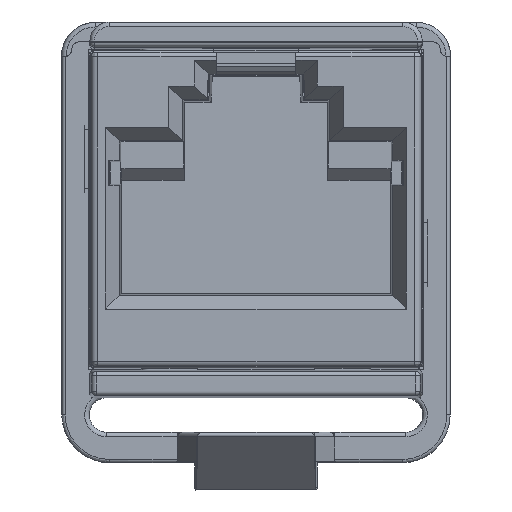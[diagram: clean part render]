
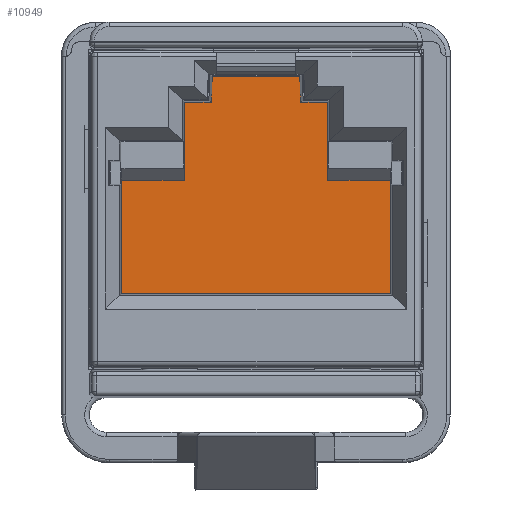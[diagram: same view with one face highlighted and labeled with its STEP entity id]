
A CAD part, top view. The second image highlights one B-rep face of the part: STEP entity #10949.
In plain terms, the highlighted planar face has unit normal (0, 0, 1).
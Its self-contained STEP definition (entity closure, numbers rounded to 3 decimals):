
#466 = DIRECTION ( 'NONE',  ( 0., 1., 0. ) ) ;
#589 = CARTESIAN_POINT ( 'NONE',  ( 1.964, 4.172, 13.45 ) ) ;
#862 = CARTESIAN_POINT ( 'NONE',  ( 3.15, 4.172, 13.45 ) ) ;
#903 = EDGE_CURVE ( 'NONE', #15433, #24851, #21691, .T. ) ;
#1085 = DIRECTION ( 'NONE',  ( 0., -1., 0. ) ) ;
#1115 = CARTESIAN_POINT ( 'NONE',  ( 1.924, 5.341, 13.45 ) ) ;
#1425 = CARTESIAN_POINT ( 'NONE',  ( -1.964, 4.172, 13.45 ) ) ;
#1432 = EDGE_CURVE ( 'NONE', #20905, #24851, #25190, .T. ) ;
#1822 = DIRECTION ( 'NONE',  ( -1., 0., 0. ) ) ;
#1900 = PLANE ( 'NONE',  #20593 ) ;
#2216 = EDGE_CURVE ( 'NONE', #23437, #3098, #25501, .T. ) ;
#2296 = LINE ( 'NONE', #9426, #20169 ) ;
#2505 = EDGE_CURVE ( 'NONE', #5456, #21652, #20021, .T. ) ;
#2813 = VECTOR ( 'NONE', #1085, 1000. ) ;
#3098 = VERTEX_POINT ( 'NONE', #21159 ) ;
#3882 = CARTESIAN_POINT ( 'NONE',  ( -1.925, 5.3, 13.45 ) ) ;
#3922 = ORIENTED_EDGE ( 'NONE', *, *, #1432, .T. ) ;
#3983 = CARTESIAN_POINT ( 'NONE',  ( 7.25, 4.172, 13.45 ) ) ;
#4296 = LINE ( 'NONE', #9117, #14735 ) ;
#5093 = CARTESIAN_POINT ( 'NONE',  ( -3.15, 0.75, 13.45 ) ) ;
#5228 = VERTEX_POINT ( 'NONE', #862 ) ;
#5256 = LINE ( 'NONE', #23973, #17075 ) ;
#5456 = VERTEX_POINT ( 'NONE', #23598 ) ;
#5549 = DIRECTION ( 'NONE',  ( 0., 1., 0. ) ) ;
#5806 = ORIENTED_EDGE ( 'NONE', *, *, #18924, .T. ) ;
#6192 = ORIENTED_EDGE ( 'NONE', *, *, #2505, .F. ) ;
#6230 = ORIENTED_EDGE ( 'NONE', *, *, #903, .F. ) ;
#6492 = ORIENTED_EDGE ( 'NONE', *, *, #20043, .T. ) ;
#6494 = DIRECTION ( 'NONE',  ( -1., 0., 0. ) ) ;
#7662 = VECTOR ( 'NONE', #23518, 1000. ) ;
#8499 = EDGE_CURVE ( 'NONE', #5456, #24223, #26308, .T. ) ;
#9102 = EDGE_CURVE ( 'NONE', #16453, #27684, #5256, .T. ) ;
#9117 = CARTESIAN_POINT ( 'NONE',  ( 7.25, 4.172, 13.45 ) ) ;
#9426 = CARTESIAN_POINT ( 'NONE',  ( 0., -4.25, 13.45 ) ) ;
#9429 = ORIENTED_EDGE ( 'NONE', *, *, #19342, .F. ) ;
#9681 = VECTOR ( 'NONE', #24485, 1000. ) ;
#10340 = VECTOR ( 'NONE', #466, 1000. ) ;
#10389 = LINE ( 'NONE', #25083, #2813 ) ;
#10949 = ADVANCED_FACE ( 'NONE', ( #18463 ), #1900, .T. ) ;
#11342 = CARTESIAN_POINT ( 'NONE',  ( 7.25, 6.35, 13.45 ) ) ;
#12362 = ORIENTED_EDGE ( 'NONE', *, *, #9102, .F. ) ;
#12699 = CARTESIAN_POINT ( 'NONE',  ( 5.912, 0.75, 13.45 ) ) ;
#13307 = DIRECTION ( 'NONE',  ( -1., 0., 0. ) ) ;
#13504 = LINE ( 'NONE', #18277, #17605 ) ;
#13797 = CARTESIAN_POINT ( 'NONE',  ( 3.15, 0.525, 13.45 ) ) ;
#14256 = DIRECTION ( 'NONE',  ( -1., 0., 0. ) ) ;
#14277 = CARTESIAN_POINT ( 'NONE',  ( 7.25, 5.3, 13.45 ) ) ;
#14313 = CARTESIAN_POINT ( 'NONE',  ( -3.15, 0.525, 13.45 ) ) ;
#14708 = ORIENTED_EDGE ( 'NONE', *, *, #20182, .F. ) ;
#14735 = VECTOR ( 'NONE', #13307, 1000. ) ;
#15433 = VERTEX_POINT ( 'NONE', #5093 ) ;
#16453 = VERTEX_POINT ( 'NONE', #20397 ) ;
#16548 = CARTESIAN_POINT ( 'NONE',  ( 5.912, -4.25, 13.45 ) ) ;
#17075 = VECTOR ( 'NONE', #5549, 1000. ) ;
#17605 = VECTOR ( 'NONE', #6494, 1000. ) ;
#18277 = CARTESIAN_POINT ( 'NONE',  ( 7.25, 0.75, 13.45 ) ) ;
#18463 = FACE_OUTER_BOUND ( 'NONE', #22991, .T. ) ;
#18620 = DIRECTION ( 'NONE',  ( 0., 0., 1. ) ) ;
#18878 = DIRECTION ( 'NONE',  ( 0., -1., 0. ) ) ;
#18924 = EDGE_CURVE ( 'NONE', #15433, #27684, #13504, .T. ) ;
#19061 = VECTOR ( 'NONE', #1822, 1000. ) ;
#19342 = EDGE_CURVE ( 'NONE', #20905, #24223, #24400, .T. ) ;
#20021 = LINE ( 'NONE', #1115, #9681 ) ;
#20043 = EDGE_CURVE ( 'NONE', #5228, #21652, #4296, .T. ) ;
#20169 = VECTOR ( 'NONE', #14256, 1000. ) ;
#20182 = EDGE_CURVE ( 'NONE', #22788, #16453, #2296, .T. ) ;
#20397 = CARTESIAN_POINT ( 'NONE',  ( -5.912, -4.25, 13.45 ) ) ;
#20593 = AXIS2_PLACEMENT_3D ( 'NONE', #11342, #18620, #27944 ) ;
#20905 = VERTEX_POINT ( 'NONE', #1425 ) ;
#21108 = ORIENTED_EDGE ( 'NONE', *, *, #2216, .T. ) ;
#21159 = CARTESIAN_POINT ( 'NONE',  ( 3.15, 0.75, 13.45 ) ) ;
#21331 = EDGE_CURVE ( 'NONE', #23437, #22788, #10389, .T. ) ;
#21499 = EDGE_CURVE ( 'NONE', #5228, #3098, #30066, .T. ) ;
#21652 = VERTEX_POINT ( 'NONE', #589 ) ;
#21691 = LINE ( 'NONE', #14313, #10340 ) ;
#22063 = VECTOR ( 'NONE', #24237, 1000. ) ;
#22562 = DIRECTION ( 'NONE',  ( -1., 0., 0. ) ) ;
#22788 = VERTEX_POINT ( 'NONE', #16548 ) ;
#22991 = EDGE_LOOP ( 'NONE', ( #12362, #14708, #24345, #21108, #29493, #6492, #6192, #23516, #9429, #3922, #6230, #5806 ) ) ;
#23018 = CARTESIAN_POINT ( 'NONE',  ( 7.25, 0.75, 13.45 ) ) ;
#23437 = VERTEX_POINT ( 'NONE', #12699 ) ;
#23516 = ORIENTED_EDGE ( 'NONE', *, *, #8499, .T. ) ;
#23518 = DIRECTION ( 'NONE',  ( -1., 0., 0. ) ) ;
#23598 = CARTESIAN_POINT ( 'NONE',  ( 1.925, 5.3, 13.45 ) ) ;
#23973 = CARTESIAN_POINT ( 'NONE',  ( -5.912, 0.525, 13.45 ) ) ;
#24032 = CARTESIAN_POINT ( 'NONE',  ( -3.15, 4.172, 13.45 ) ) ;
#24223 = VERTEX_POINT ( 'NONE', #3882 ) ;
#24237 = DIRECTION ( 'NONE',  ( 0.035, 0.999, 0. ) ) ;
#24345 = ORIENTED_EDGE ( 'NONE', *, *, #21331, .F. ) ;
#24400 = LINE ( 'NONE', #26577, #22063 ) ;
#24485 = DIRECTION ( 'NONE',  ( 0.035, -0.999, 0. ) ) ;
#24851 = VERTEX_POINT ( 'NONE', #24032 ) ;
#25083 = CARTESIAN_POINT ( 'NONE',  ( 5.912, 0.525, 13.45 ) ) ;
#25190 = LINE ( 'NONE', #3983, #29055 ) ;
#25501 = LINE ( 'NONE', #23018, #19061 ) ;
#26308 = LINE ( 'NONE', #14277, #7662 ) ;
#26577 = CARTESIAN_POINT ( 'NONE',  ( -1.924, 5.341, 13.45 ) ) ;
#27563 = VECTOR ( 'NONE', #18878, 1000. ) ;
#27652 = CARTESIAN_POINT ( 'NONE',  ( -5.912, 0.75, 13.45 ) ) ;
#27684 = VERTEX_POINT ( 'NONE', #27652 ) ;
#27944 = DIRECTION ( 'NONE',  ( 1., 0., 0. ) ) ;
#29055 = VECTOR ( 'NONE', #22562, 1000. ) ;
#29493 = ORIENTED_EDGE ( 'NONE', *, *, #21499, .F. ) ;
#30066 = LINE ( 'NONE', #13797, #27563 ) ;
